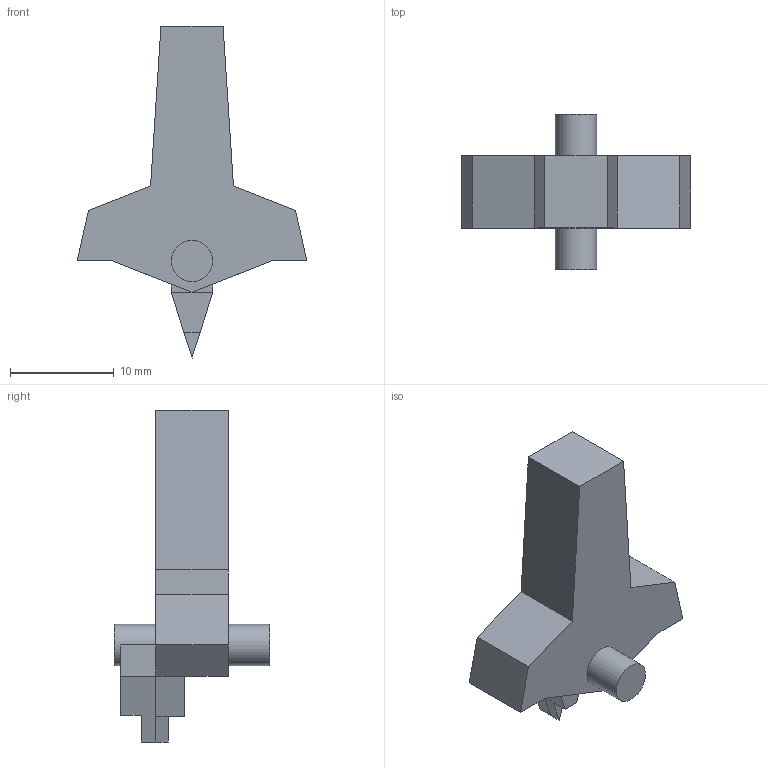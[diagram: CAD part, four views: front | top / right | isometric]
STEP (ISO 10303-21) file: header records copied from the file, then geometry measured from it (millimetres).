
FILE_DESCRIPTION(('FreeCAD Model'),'2;1');
FILE_NAME('Open CASCADE Shape Model','2024-07-08T20:16:21',('Author'),( ''),'Open CASCADE STEP processor 7.6','FreeCAD','Unknown');
FILE_SCHEMA(('AUTOMOTIVE_DESIGN { 1 0 10303 214 1 1 1 1 }'));
Length unit declared in the file: millimetre
Products named in the file (1): Switch
Bounding box: 22.17 x 15 x 32.07 mm (x, y, z)
Volume: 2062.5 mm3; surface area: 1325.4 mm2
Topology: 1 solids, 1 shells, 35 faces, 83 edges, 51 vertices
Faces by surface type: plane 33, cylinder 2
Full cylindrical faces by diameter (mm): 4 x2
Entity records: 1002 total; most frequent: CARTESIAN_POINT 170, ORIENTED_EDGE 168, DIRECTION 160, EDGE_CURVE 83, LINE 78, VECTOR 78, VERTEX_POINT 51, AXIS2_PLACEMENT_3D 41
